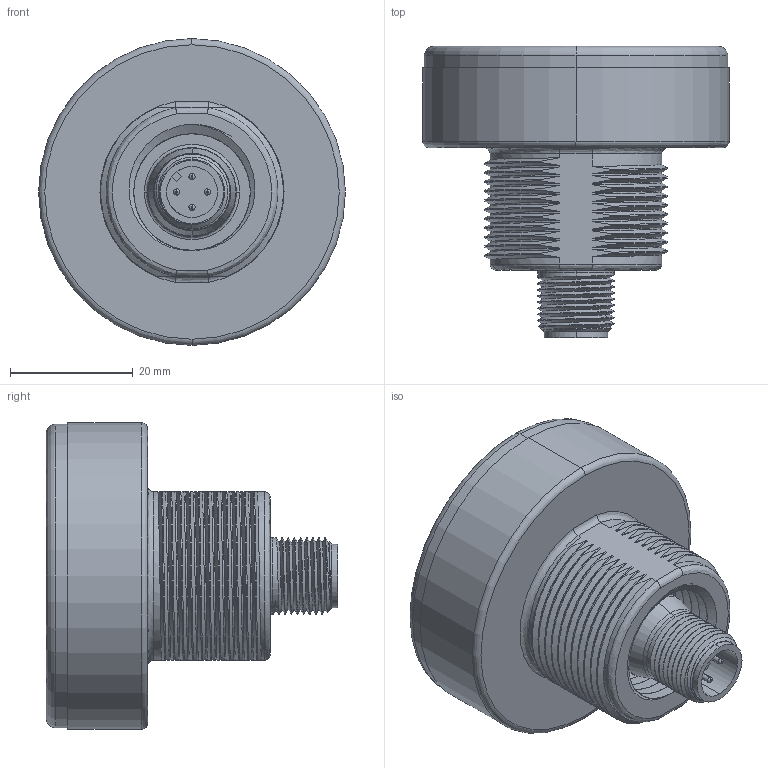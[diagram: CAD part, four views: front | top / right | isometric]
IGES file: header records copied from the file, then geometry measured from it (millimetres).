
Start section:  PTC IGES file: 151343.igs
Global section: file name: 151343.igs; native system: Pro/ENGINEER by Parametric Technology Corporation; preprocessor: 2009141; author: banengservice; organization: Unknown; date: 20100325.131018; units: inch
Bounding box: 50 x 47.5 x 50 mm (x, y, z)
Volume: 44061.2 mm3; surface area: 11594.4 mm2
Topology: 1 solids, 2 shells, 200 faces, 523 edges, 336 vertices
Faces by surface type: revolution 105, bspline 95
